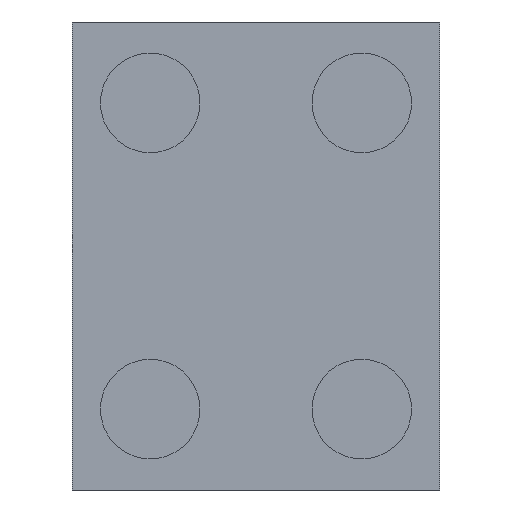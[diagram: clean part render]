
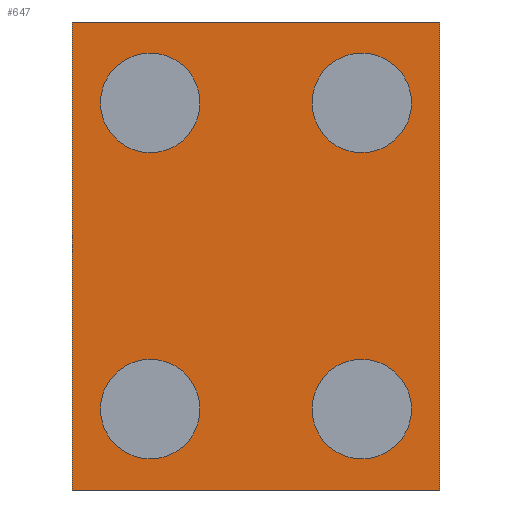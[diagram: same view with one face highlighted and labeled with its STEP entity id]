
A CAD part, front view. The second image highlights one B-rep face of the part: STEP entity #647.
In plain terms, the highlighted planar face has unit normal (0, -1, 0).
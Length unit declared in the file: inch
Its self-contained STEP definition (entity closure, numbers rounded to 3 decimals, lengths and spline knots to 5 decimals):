
#34 = LINE ( 'NONE', #401, #1162 ) ;
#37 = CARTESIAN_POINT ( 'NONE',  ( -0.04921, 0., 0.04843 ) ) ;
#39 = CARTESIAN_POINT ( 'NONE',  ( -0.01772, 0., -0.04843 ) ) ;
#51 = VERTEX_POINT ( 'NONE', #37 ) ;
#56 = ORIENTED_EDGE ( 'NONE', *, *, #1364, .F. ) ;
#78 = DIRECTION ( 'NONE',  ( 0., -1., 0. ) ) ;
#86 = LINE ( 'NONE', #1194, #1054 ) ;
#111 = CARTESIAN_POINT ( 'NONE',  ( -0.03346, 0., 0.04843 ) ) ;
#126 = CARTESIAN_POINT ( 'NONE',  ( 0.05807, 0., 0.07402 ) ) ;
#136 = DIRECTION ( 'NONE',  ( 1., 0., 0. ) ) ;
#147 = EDGE_LOOP ( 'NONE', ( #1154, #1226 ) ) ;
#170 = AXIS2_PLACEMENT_3D ( 'NONE', #1563, #948, #463 ) ;
#196 = ORIENTED_EDGE ( 'NONE', *, *, #801, .F. ) ;
#199 = DIRECTION ( 'NONE',  ( 1., 0., 0. ) ) ;
#205 = EDGE_LOOP ( 'NONE', ( #424, #1256 ) ) ;
#209 = EDGE_CURVE ( 'NONE', #1117, #1127, #86, .T. ) ;
#214 = CARTESIAN_POINT ( 'NONE',  ( -0.03346, 0., -0.04843 ) ) ;
#239 = DIRECTION ( 'NONE',  ( 1., 0., 0. ) ) ;
#245 = CIRCLE ( 'NONE', #714, 0.01575 ) ;
#262 = DIRECTION ( 'NONE',  ( 0., -1., 0. ) ) ;
#282 = EDGE_LOOP ( 'NONE', ( #657, #196 ) ) ;
#287 = DIRECTION ( 'NONE',  ( 1., 0., 0. ) ) ;
#327 = CARTESIAN_POINT ( 'NONE',  ( 0.04921, 0., -0.04843 ) ) ;
#331 = EDGE_LOOP ( 'NONE', ( #700, #391 ) ) ;
#336 = FACE_BOUND ( 'NONE', #205, .T. ) ;
#358 = CARTESIAN_POINT ( 'NONE',  ( -0.04921, 0., -0.04843 ) ) ;
#391 = ORIENTED_EDGE ( 'NONE', *, *, #1078, .F. ) ;
#393 = DIRECTION ( 'NONE',  ( 1., 0., 0. ) ) ;
#394 = LINE ( 'NONE', #646, #1501 ) ;
#401 = CARTESIAN_POINT ( 'NONE',  ( -0.05807, 0., 0.07402 ) ) ;
#424 = ORIENTED_EDGE ( 'NONE', *, *, #698, .F. ) ;
#426 = EDGE_CURVE ( 'NONE', #1085, #51, #583, .T. ) ;
#456 = ORIENTED_EDGE ( 'NONE', *, *, #499, .F. ) ;
#463 = DIRECTION ( 'NONE',  ( 1., 0., 0. ) ) ;
#489 = DIRECTION ( 'NONE',  ( 0., -1., 0. ) ) ;
#499 = EDGE_CURVE ( 'NONE', #1127, #725, #34, .T. ) ;
#511 = CIRCLE ( 'NONE', #1195, 0.01575 ) ;
#517 = CARTESIAN_POINT ( 'NONE',  ( 0.01772, 0., 0.04843 ) ) ;
#531 = DIRECTION ( 'NONE',  ( 1., 0., 0. ) ) ;
#536 = EDGE_CURVE ( 'NONE', #725, #1105, #394, .T. ) ;
#569 = DIRECTION ( 'NONE',  ( 0., 1., 0. ) ) ;
#579 = VERTEX_POINT ( 'NONE', #517 ) ;
#582 = FACE_BOUND ( 'NONE', #331, .T. ) ;
#583 = CIRCLE ( 'NONE', #1497, 0.01575 ) ;
#646 = CARTESIAN_POINT ( 'NONE',  ( 0.05807, 0., 0.07402 ) ) ;
#647 = ADVANCED_FACE ( 'NONE', ( #703, #582, #1455, #837, #336 ), #1546, .F. ) ;
#653 = CARTESIAN_POINT ( 'NONE',  ( 0.03346, 0., 0.04843 ) ) ;
#657 = ORIENTED_EDGE ( 'NONE', *, *, #1343, .F. ) ;
#684 = CARTESIAN_POINT ( 'NONE',  ( 0., 0., 0. ) ) ;
#698 = EDGE_CURVE ( 'NONE', #51, #1085, #1137, .T. ) ;
#700 = ORIENTED_EDGE ( 'NONE', *, *, #971, .F. ) ;
#703 = FACE_OUTER_BOUND ( 'NONE', #1095, .T. ) ;
#711 = CARTESIAN_POINT ( 'NONE',  ( -0.03346, 0., 0.04843 ) ) ;
#714 = AXIS2_PLACEMENT_3D ( 'NONE', #1537, #1529, #393 ) ;
#722 = VERTEX_POINT ( 'NONE', #358 ) ;
#723 = CARTESIAN_POINT ( 'NONE',  ( 0.03346, 0., -0.04843 ) ) ;
#725 = VERTEX_POINT ( 'NONE', #126 ) ;
#761 = DIRECTION ( 'NONE',  ( 0., -1., 0. ) ) ;
#778 = CARTESIAN_POINT ( 'NONE',  ( 0.05807, 0., -0.07402 ) ) ;
#779 = CARTESIAN_POINT ( 'NONE',  ( 0.05807, 0., -0.07402 ) ) ;
#785 = CARTESIAN_POINT ( 'NONE',  ( 0.01772, 0., -0.04843 ) ) ;
#801 = EDGE_CURVE ( 'NONE', #1071, #579, #245, .T. ) ;
#808 = DIRECTION ( 'NONE',  ( 1., 0., 0. ) ) ;
#837 = FACE_BOUND ( 'NONE', #282, .T. ) ;
#848 = CARTESIAN_POINT ( 'NONE',  ( 0.04921, 0., 0.04843 ) ) ;
#869 = CIRCLE ( 'NONE', #170, 0.01575 ) ;
#892 = AXIS2_PLACEMENT_3D ( 'NONE', #684, #569, #199 ) ;
#894 = AXIS2_PLACEMENT_3D ( 'NONE', #711, #1618, #1217 ) ;
#903 = CARTESIAN_POINT ( 'NONE',  ( -0.01772, 0., 0.04843 ) ) ;
#948 = DIRECTION ( 'NONE',  ( 0., -1., 0. ) ) ;
#954 = CIRCLE ( 'NONE', #1116, 0.01575 ) ;
#971 = EDGE_CURVE ( 'NONE', #1346, #1437, #869, .T. ) ;
#1011 = LINE ( 'NONE', #778, #1527 ) ;
#1013 = CARTESIAN_POINT ( 'NONE',  ( -0.05807, 0., -0.07402 ) ) ;
#1054 = VECTOR ( 'NONE', #1567, 39.37008 ) ;
#1071 = VERTEX_POINT ( 'NONE', #848 ) ;
#1078 = EDGE_CURVE ( 'NONE', #1437, #1346, #1089, .T. ) ;
#1085 = VERTEX_POINT ( 'NONE', #903 ) ;
#1089 = CIRCLE ( 'NONE', #1114, 0.01575 ) ;
#1095 = EDGE_LOOP ( 'NONE', ( #56, #1332, #456, #1278 ) ) ;
#1097 = DIRECTION ( 'NONE',  ( 0., -1., 0. ) ) ;
#1105 = VERTEX_POINT ( 'NONE', #779 ) ;
#1114 = AXIS2_PLACEMENT_3D ( 'NONE', #723, #761, #136 ) ;
#1116 = AXIS2_PLACEMENT_3D ( 'NONE', #653, #262, #287 ) ;
#1117 = VERTEX_POINT ( 'NONE', #1013 ) ;
#1127 = VERTEX_POINT ( 'NONE', #1511 ) ;
#1137 = CIRCLE ( 'NONE', #894, 0.01575 ) ;
#1140 = AXIS2_PLACEMENT_3D ( 'NONE', #1314, #78, #808 ) ;
#1154 = ORIENTED_EDGE ( 'NONE', *, *, #1598, .F. ) ;
#1162 = VECTOR ( 'NONE', #531, 39.37008 ) ;
#1169 = DIRECTION ( 'NONE',  ( -1., 0., 0. ) ) ;
#1194 = CARTESIAN_POINT ( 'NONE',  ( -0.05807, 0., -0.07402 ) ) ;
#1195 = AXIS2_PLACEMENT_3D ( 'NONE', #214, #1097, #239 ) ;
#1217 = DIRECTION ( 'NONE',  ( 1., 0., 0. ) ) ;
#1226 = ORIENTED_EDGE ( 'NONE', *, *, #1443, .F. ) ;
#1256 = ORIENTED_EDGE ( 'NONE', *, *, #426, .F. ) ;
#1273 = VERTEX_POINT ( 'NONE', #39 ) ;
#1278 = ORIENTED_EDGE ( 'NONE', *, *, #209, .F. ) ;
#1314 = CARTESIAN_POINT ( 'NONE',  ( -0.03346, 0., -0.04843 ) ) ;
#1332 = ORIENTED_EDGE ( 'NONE', *, *, #536, .F. ) ;
#1343 = EDGE_CURVE ( 'NONE', #579, #1071, #954, .T. ) ;
#1346 = VERTEX_POINT ( 'NONE', #785 ) ;
#1364 = EDGE_CURVE ( 'NONE', #1105, #1117, #1011, .T. ) ;
#1375 = CIRCLE ( 'NONE', #1140, 0.01575 ) ;
#1403 = DIRECTION ( 'NONE',  ( 0., 0., -1. ) ) ;
#1437 = VERTEX_POINT ( 'NONE', #327 ) ;
#1443 = EDGE_CURVE ( 'NONE', #1273, #722, #1375, .T. ) ;
#1455 = FACE_BOUND ( 'NONE', #147, .T. ) ;
#1488 = DIRECTION ( 'NONE',  ( 1., 0., 0. ) ) ;
#1497 = AXIS2_PLACEMENT_3D ( 'NONE', #111, #489, #1488 ) ;
#1501 = VECTOR ( 'NONE', #1403, 39.37008 ) ;
#1511 = CARTESIAN_POINT ( 'NONE',  ( -0.05807, 0., 0.07402 ) ) ;
#1527 = VECTOR ( 'NONE', #1169, 39.37008 ) ;
#1529 = DIRECTION ( 'NONE',  ( 0., -1., 0. ) ) ;
#1537 = CARTESIAN_POINT ( 'NONE',  ( 0.03346, 0., 0.04843 ) ) ;
#1546 = PLANE ( 'NONE',  #892 ) ;
#1563 = CARTESIAN_POINT ( 'NONE',  ( 0.03346, 0., -0.04843 ) ) ;
#1567 = DIRECTION ( 'NONE',  ( 0., 0., 1. ) ) ;
#1598 = EDGE_CURVE ( 'NONE', #722, #1273, #511, .T. ) ;
#1618 = DIRECTION ( 'NONE',  ( 0., -1., 0. ) ) ;
